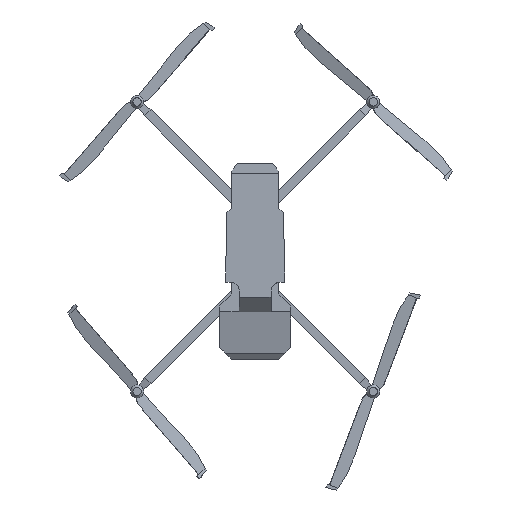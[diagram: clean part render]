
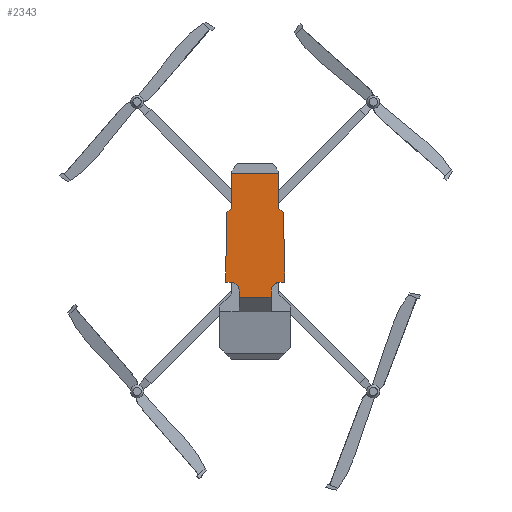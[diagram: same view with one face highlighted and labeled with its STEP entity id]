
A CAD part, front view. The second image highlights one B-rep face of the part: STEP entity #2343.
In plain terms, the highlighted planar face has unit normal (0, -1, 0).
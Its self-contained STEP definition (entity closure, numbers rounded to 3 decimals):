
#129=PLANE('',#2591);
#247=FACE_OUTER_BOUND('',#387,.T.);
#387=EDGE_LOOP('',(#1661,#1662,#1663,#1664,#1665,#1666,#1667,#1668,#1669,
#1670,#1671,#1672,#1673,#1674,#1675,#1676));
#534=LINE('',#3569,#782);
#537=LINE('',#3583,#785);
#538=LINE('',#3587,#786);
#539=LINE('',#3589,#787);
#540=LINE('',#3591,#788);
#541=LINE('',#3593,#789);
#542=LINE('',#3597,#790);
#543=LINE('',#3599,#791);
#544=LINE('',#3600,#792);
#545=LINE('',#3602,#793);
#546=LINE('',#3604,#794);
#547=LINE('',#3605,#795);
#782=VECTOR('',#2839,10.);
#785=VECTOR('',#2852,10.);
#786=VECTOR('',#2855,10.);
#787=VECTOR('',#2856,10.);
#788=VECTOR('',#2857,10.);
#789=VECTOR('',#2858,10.);
#790=VECTOR('',#2861,10.);
#791=VECTOR('',#2862,10.);
#792=VECTOR('',#2863,10.);
#793=VECTOR('',#2864,10.);
#794=VECTOR('',#2865,10.);
#795=VECTOR('',#2866,10.);
#1028=CIRCLE('',#2585,15.);
#1029=CIRCLE('',#2588,15.);
#1031=CIRCLE('',#2592,15.);
#1032=CIRCLE('',#2593,15.);
#1090=VERTEX_POINT('',#3559);
#1091=VERTEX_POINT('',#3561);
#1093=VERTEX_POINT('',#3567);
#1094=VERTEX_POINT('',#3571);
#1095=VERTEX_POINT('',#3572);
#1099=VERTEX_POINT('',#3582);
#1100=VERTEX_POINT('',#3584);
#1101=VERTEX_POINT('',#3586);
#1102=VERTEX_POINT('',#3588);
#1103=VERTEX_POINT('',#3590);
#1104=VERTEX_POINT('',#3592);
#1105=VERTEX_POINT('',#3594);
#1106=VERTEX_POINT('',#3596);
#1107=VERTEX_POINT('',#3598);
#1108=VERTEX_POINT('',#3601);
#1109=VERTEX_POINT('',#3603);
#1311=EDGE_CURVE('',#1090,#1091,#1028,.T.);
#1315=EDGE_CURVE('',#1090,#1093,#534,.T.);
#1316=EDGE_CURVE('',#1094,#1095,#1029,.T.);
#1321=EDGE_CURVE('',#1099,#1094,#537,.T.);
#1322=EDGE_CURVE('',#1100,#1099,#1031,.T.);
#1323=EDGE_CURVE('',#1100,#1101,#538,.T.);
#1324=EDGE_CURVE('',#1101,#1102,#539,.T.);
#1325=EDGE_CURVE('',#1102,#1103,#540,.T.);
#1326=EDGE_CURVE('',#1103,#1104,#541,.T.);
#1327=EDGE_CURVE('',#1105,#1104,#1032,.T.);
#1328=EDGE_CURVE('',#1105,#1106,#542,.T.);
#1329=EDGE_CURVE('',#1106,#1107,#543,.T.);
#1330=EDGE_CURVE('',#1107,#1091,#544,.T.);
#1331=EDGE_CURVE('',#1093,#1108,#545,.T.);
#1332=EDGE_CURVE('',#1108,#1109,#546,.T.);
#1333=EDGE_CURVE('',#1109,#1095,#547,.T.);
#1661=ORIENTED_EDGE('',*,*,#1316,.F.);
#1662=ORIENTED_EDGE('',*,*,#1321,.F.);
#1663=ORIENTED_EDGE('',*,*,#1322,.F.);
#1664=ORIENTED_EDGE('',*,*,#1323,.T.);
#1665=ORIENTED_EDGE('',*,*,#1324,.T.);
#1666=ORIENTED_EDGE('',*,*,#1325,.T.);
#1667=ORIENTED_EDGE('',*,*,#1326,.T.);
#1668=ORIENTED_EDGE('',*,*,#1327,.F.);
#1669=ORIENTED_EDGE('',*,*,#1328,.T.);
#1670=ORIENTED_EDGE('',*,*,#1329,.T.);
#1671=ORIENTED_EDGE('',*,*,#1330,.T.);
#1672=ORIENTED_EDGE('',*,*,#1311,.F.);
#1673=ORIENTED_EDGE('',*,*,#1315,.T.);
#1674=ORIENTED_EDGE('',*,*,#1331,.T.);
#1675=ORIENTED_EDGE('',*,*,#1332,.T.);
#1676=ORIENTED_EDGE('',*,*,#1333,.T.);
#2343=ADVANCED_FACE('',(#247),#129,.T.);
#2585=AXIS2_PLACEMENT_3D('',#3562,#2832,#2833);
#2588=AXIS2_PLACEMENT_3D('',#3573,#2842,#2843);
#2591=AXIS2_PLACEMENT_3D('',#3581,#2850,#2851);
#2592=AXIS2_PLACEMENT_3D('',#3585,#2853,#2854);
#2593=AXIS2_PLACEMENT_3D('',#3595,#2859,#2860);
#2832=DIRECTION('center_axis',(0.,-1.,0.));
#2833=DIRECTION('ref_axis',(-0.707,0.,0.707));
#2839=DIRECTION('',(1.,0.,0.));
#2842=DIRECTION('center_axis',(0.,1.,0.));
#2843=DIRECTION('ref_axis',(0.947,0.,0.321));
#2850=DIRECTION('center_axis',(0.,-1.,0.));
#2851=DIRECTION('ref_axis',(0.,0.,-1.));
#2852=DIRECTION('',(1.,0.,0.));
#2853=DIRECTION('center_axis',(0.,1.,0.));
#2854=DIRECTION('ref_axis',(-0.947,0.,0.321));
#2855=DIRECTION('',(0.,0.,-1.));
#2856=DIRECTION('',(-0.791,0.,-0.612));
#2857=DIRECTION('',(-0.017,0.,-1.));
#2858=DIRECTION('',(1.,0.,0.));
#2859=DIRECTION('center_axis',(0.,-1.,0.));
#2860=DIRECTION('ref_axis',(0.707,0.,0.707));
#2861=DIRECTION('',(0.,0.,-1.));
#2862=DIRECTION('',(1.,0.,0.));
#2863=DIRECTION('',(0.,0.,1.));
#2864=DIRECTION('',(-0.017,0.,1.));
#2865=DIRECTION('',(-0.791,0.,0.612));
#2866=DIRECTION('',(0.,0.,1.));
#3559=CARTESIAN_POINT('',(41.786,-50.,-74.756));
#3561=CARTESIAN_POINT('',(26.786,-50.,-89.756));
#3562=CARTESIAN_POINT('Origin',(41.786,-50.,-89.756));
#3567=CARTESIAN_POINT('',(49.939,-50.,-74.756));
#3569=CARTESIAN_POINT('',(13.393,-50.,-74.756));
#3571=CARTESIAN_POINT('',(39.851,-50.,107.899));
#3572=CARTESIAN_POINT('',(39.878,-50.,107.));
#3573=CARTESIAN_POINT('Origin',(24.878,-50.,107.));
#3581=CARTESIAN_POINT('Origin',(0.,-50.,107.899));
#3582=CARTESIAN_POINT('',(-39.851,-50.,107.899));
#3583=CARTESIAN_POINT('',(0.,-50.,107.899));
#3584=CARTESIAN_POINT('',(-39.878,-50.,107.));
#3585=CARTESIAN_POINT('Origin',(-24.878,-50.,107.));
#3586=CARTESIAN_POINT('',(-39.878,-50.,49.438));
#3587=CARTESIAN_POINT('',(-39.878,-50.,78.668));
#3588=CARTESIAN_POINT('',(-47.884,-50.,43.242));
#3589=CARTESIAN_POINT('',(-17.263,-50.,66.94));
#3590=CARTESIAN_POINT('',(-49.939,-50.,-74.756));
#3591=CARTESIAN_POINT('',(-48.341,-50.,16.978));
#3592=CARTESIAN_POINT('',(-41.786,-50.,-74.756));
#3593=CARTESIAN_POINT('',(-13.393,-50.,-74.756));
#3594=CARTESIAN_POINT('',(-26.786,-50.,-89.756));
#3595=CARTESIAN_POINT('Origin',(-41.786,-50.,-89.756));
#3596=CARTESIAN_POINT('',(-26.786,-50.,-100.));
#3597=CARTESIAN_POINT('',(-26.786,-50.,-8.551));
#3598=CARTESIAN_POINT('',(26.786,-50.,-100.));
#3599=CARTESIAN_POINT('',(0.,-50.,-100.));
#3600=CARTESIAN_POINT('',(26.786,-50.,-8.551));
#3601=CARTESIAN_POINT('',(47.884,-50.,43.242));
#3602=CARTESIAN_POINT('',(48.341,-50.,16.978));
#3603=CARTESIAN_POINT('',(39.878,-50.,49.438));
#3604=CARTESIAN_POINT('',(17.263,-50.,66.94));
#3605=CARTESIAN_POINT('',(39.878,-50.,78.668));
